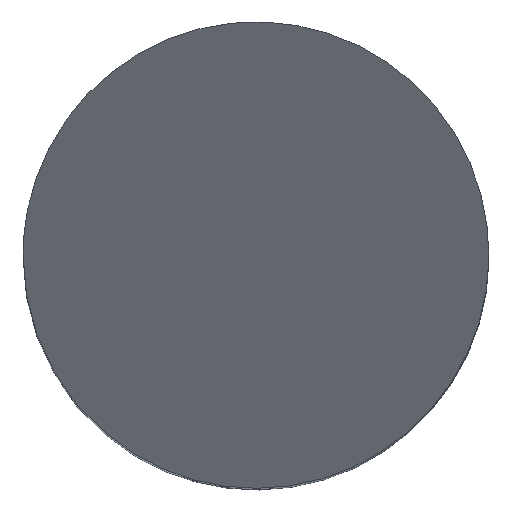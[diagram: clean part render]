
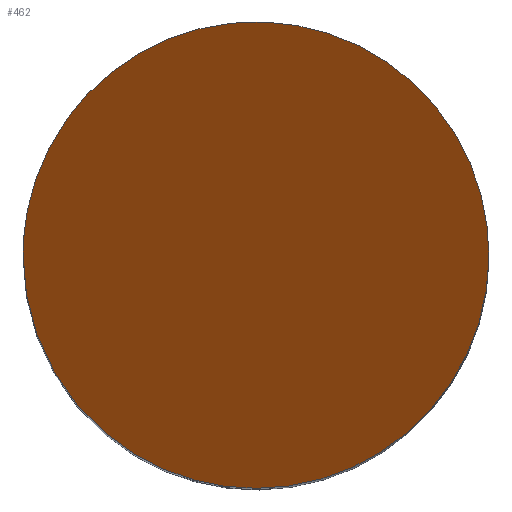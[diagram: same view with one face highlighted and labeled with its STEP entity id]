
A CAD part, top view. The second image highlights one B-rep face of the part: STEP entity #462.
In plain terms, the highlighted planar face has unit normal (0, -0.574, 0.819).
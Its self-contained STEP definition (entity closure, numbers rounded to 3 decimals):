
#385=CARTESIAN_POINT('',(-4.5,0.,25.));
#386=VERTEX_POINT('',#385);
#393=CARTESIAN_POINT('',(-0.,-4.5,21.849));
#394=VERTEX_POINT('',#393);
#395=CARTESIAN_POINT('',(0.,0.,25.));
#396=DIRECTION('',(0.,-0.574,0.819));
#397=DIRECTION('',(0.,-0.819,-0.574));
#398=AXIS2_PLACEMENT_3D('',#395,#396,#397);
#399=ELLIPSE('',#398,5.493,4.5);
#400=EDGE_CURVE('',#394,#386,#399,.T.);
#402=CARTESIAN_POINT('',(0.,0.,25.));
#403=DIRECTION('',(0.,-0.574,0.819));
#404=DIRECTION('',(0.,-0.819,-0.574));
#405=AXIS2_PLACEMENT_3D('',#402,#403,#404);
#406=ELLIPSE('',#405,5.493,4.5);
#407=EDGE_CURVE('',#386,#394,#406,.T.);
#453=CARTESIAN_POINT('',(0.,0.,25.));
#454=DIRECTION('',(0.,-0.574,0.819));
#455=DIRECTION('',(1.,0.,0.));
#456=AXIS2_PLACEMENT_3D('',#453,#454,#455);
#457=PLANE('',#456);
#458=ORIENTED_EDGE('',*,*,#400,.T.);
#459=ORIENTED_EDGE('',*,*,#407,.T.);
#460=EDGE_LOOP('',(#458,#459));
#461=FACE_BOUND('',#460,.T.);
#462=ADVANCED_FACE('',(#461),#457,.T.);
